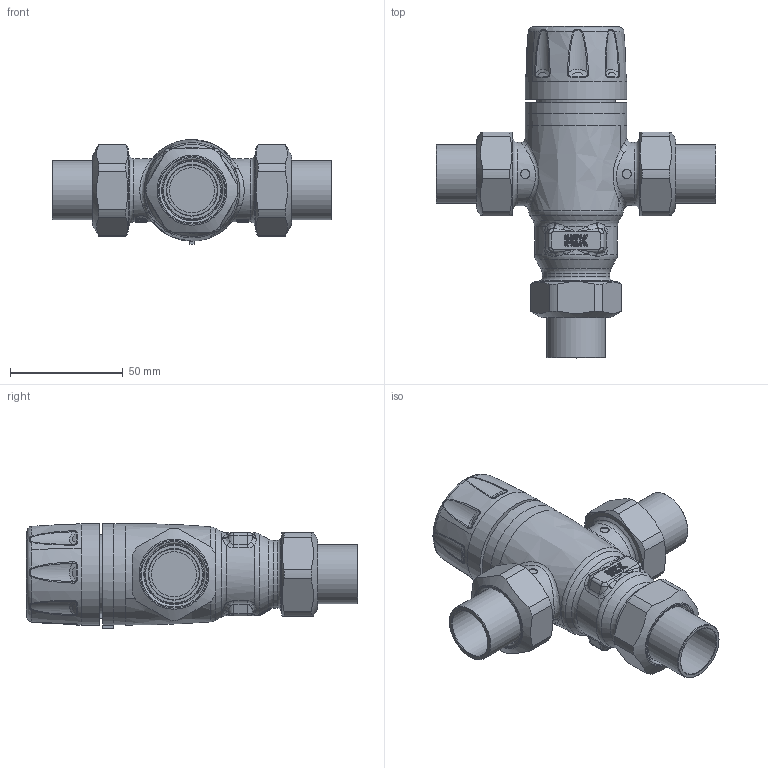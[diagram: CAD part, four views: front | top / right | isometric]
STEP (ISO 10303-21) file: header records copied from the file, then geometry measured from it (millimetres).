
FILE_DESCRIPTION(/* description */ (''),/* implementation_level */ '2;1');
FILE_NAME(/* name */ '521509A.stp',/* time_stamp */ '2025-06-10T14:24:42-05:00',/* author */ ('ischreiner'),/* organization */ (''),/* preprocessor_version */ 'ST-DEVELOPER v20',/* originating_system */ 'Autodesk Inventor 2024',/* authorisation */ '');
FILE_SCHEMA (('AUTOMOTIVE_DESIGN { 1 0 10303 214 3 1 1 }'));
Length unit declared in the file: inch
Products named in the file (4): 521509A; 521101A; NA10003; F61008 - 1 inch union nut
Assembly tree (7 placements, depth 2):
  521509A
    521101A
    NA10003  x3
    F61008 - 1 inch union nut  x3
Bounding box: 124 x 147.05 x 46.5 mm (x, y, z)
Volume: 222108.9 mm3; surface area: 50163.4 mm2
Topology: 7 solids, 7 shells, 1249 faces, 2897 edges, 1591 vertices
Faces by surface type: bspline 511, cylinder 375, plane 196, sphere 68, cone 57, torus 42
Full cylindrical faces by diameter (mm): 2 x1, 4 x2, 8 x1, 9 x1, 20.015 x3, 22.352 x3, 25.984 x3, 26.924 x3, 28 x2, 29.794 x3, 30 x1, 30.302 x3, 31 x1, 33.1 x3, 45 x2
Entity records: 84825 total; most frequent: CARTESIAN_POINT 59542, ORIENTED_EDGE 5274, DIRECTION 4601, EDGE_CURVE 2637, AXIS2_PLACEMENT_3D 1916, VERTEX_POINT 1489, EDGE_LOOP 1216, FACE_OUTER_BOUND 1183
